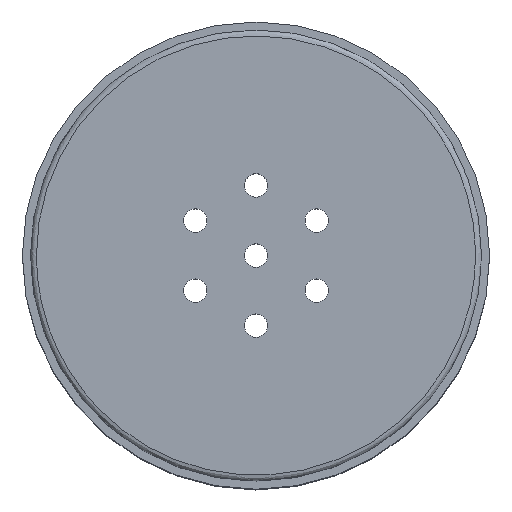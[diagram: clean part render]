
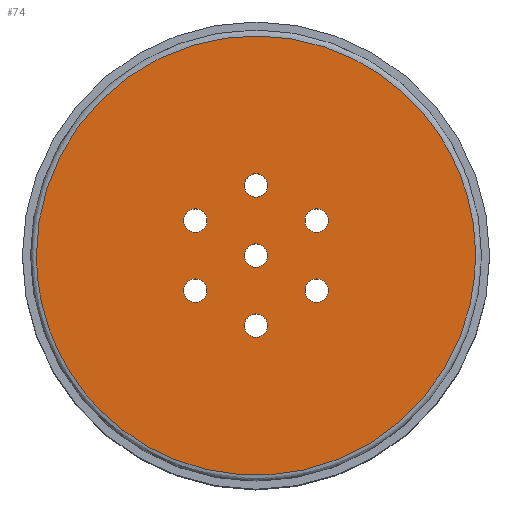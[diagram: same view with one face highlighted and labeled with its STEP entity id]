
A CAD part, top view. The second image highlights one B-rep face of the part: STEP entity #74.
In plain terms, the highlighted planar face has unit normal (0, 0, 1).
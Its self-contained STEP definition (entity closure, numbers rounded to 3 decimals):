
#4 = VERTEX_POINT ( 'NONE', #31 ) ;
#24 = AXIS2_PLACEMENT_3D ( 'NONE', #167, #96, #252 ) ;
#25 = EDGE_LOOP ( 'NONE', ( #379 ) ) ;
#31 = CARTESIAN_POINT ( 'NONE',  ( -6.196, 3., 18. ) ) ;
#37 = VERTEX_POINT ( 'NONE', #338 ) ;
#74 = ADVANCED_FACE ( 'NONE', ( #493, #233, #212, #738, #532, #552, #675, #292 ), #87, .T. ) ;
#86 = CIRCLE ( 'NONE', #488, 1. ) ;
#87 = PLANE ( 'NONE',  #517 ) ;
#93 = ORIENTED_EDGE ( 'NONE', *, *, #206, .F. ) ;
#96 = DIRECTION ( 'NONE',  ( 0., 0., -1. ) ) ;
#106 = ORIENTED_EDGE ( 'NONE', *, *, #845, .T. ) ;
#107 = DIRECTION ( 'NONE',  ( -1., 0., 0. ) ) ;
#155 = EDGE_LOOP ( 'NONE', ( #333 ) ) ;
#159 = VERTEX_POINT ( 'NONE', #263 ) ;
#160 = AXIS2_PLACEMENT_3D ( 'NONE', #251, #491, #189 ) ;
#163 = CARTESIAN_POINT ( 'NONE',  ( -19.298, 0., 18. ) ) ;
#167 = CARTESIAN_POINT ( 'NONE',  ( -5.196, -3., 18. ) ) ;
#171 =( BOUNDED_CURVE ( )  B_SPLINE_CURVE ( 3, ( #315, #669, #606, #237, #734, #897, #531 ),
 .UNSPECIFIED., .T., .T. ) 
 B_SPLINE_CURVE_WITH_KNOTS ( ( 4, 3, 4 ),
 ( 0., 0.5, 1. ),
 .UNSPECIFIED. ) 
 CURVE ( )  GEOMETRIC_REPRESENTATION_ITEM ( )  RATIONAL_B_SPLINE_CURVE ( ( 1., 0.333, 0.333, 1., 0.333, 0.333, 1. ) ) 
 REPRESENTATION_ITEM ( '' )  );
#173 = CARTESIAN_POINT ( 'NONE',  ( 0., -6., 18. ) ) ;
#177 = CIRCLE ( 'NONE', #160, 1. ) ;
#179 = CIRCLE ( 'NONE', #24, 1. ) ;
#189 = DIRECTION ( 'NONE',  ( -1., 0., 0. ) ) ;
#202 = CIRCLE ( 'NONE', #584, 1. ) ;
#206 = EDGE_CURVE ( 'NONE', #541, #541, #171, .T. ) ;
#212 = FACE_BOUND ( 'NONE', #254, .T. ) ;
#233 = FACE_BOUND ( 'NONE', #861, .T. ) ;
#237 = CARTESIAN_POINT ( 'NONE',  ( -18.798, 0., 18. ) ) ;
#246 = DIRECTION ( 'NONE',  ( 0., 0., -1. ) ) ;
#250 = ORIENTED_EDGE ( 'NONE', *, *, #489, .T. ) ;
#251 = CARTESIAN_POINT ( 'NONE',  ( 5.196, -3., 18. ) ) ;
#252 = DIRECTION ( 'NONE',  ( -1., 0., 0. ) ) ;
#254 = EDGE_LOOP ( 'NONE', ( #433 ) ) ;
#263 = CARTESIAN_POINT ( 'NONE',  ( 4.196, -3., 18. ) ) ;
#266 = CARTESIAN_POINT ( 'NONE',  ( -1., 0., 18. ) ) ;
#292 = FACE_BOUND ( 'NONE', #299, .T. ) ;
#294 = EDGE_CURVE ( 'NONE', #159, #159, #177, .T. ) ;
#299 = EDGE_LOOP ( 'NONE', ( #917 ) ) ;
#315 = CARTESIAN_POINT ( 'NONE',  ( 18.798, 0., 18. ) ) ;
#329 = CARTESIAN_POINT ( 'NONE',  ( -1., -6., 18. ) ) ;
#333 = ORIENTED_EDGE ( 'NONE', *, *, #569, .T. ) ;
#338 = CARTESIAN_POINT ( 'NONE',  ( -6.196, -3., 18. ) ) ;
#379 = ORIENTED_EDGE ( 'NONE', *, *, #890, .T. ) ;
#403 = DIRECTION ( 'NONE',  ( 0., 0., -1. ) ) ;
#415 = CARTESIAN_POINT ( 'NONE',  ( 5.196, 3., 18. ) ) ;
#421 = AXIS2_PLACEMENT_3D ( 'NONE', #415, #403, #107 ) ;
#428 = DIRECTION ( 'NONE',  ( 0., 0., -1. ) ) ;
#430 = VERTEX_POINT ( 'NONE', #681 ) ;
#433 = ORIENTED_EDGE ( 'NONE', *, *, #294, .T. ) ;
#448 = DIRECTION ( 'NONE',  ( 0., 0., 1. ) ) ;
#457 = CARTESIAN_POINT ( 'NONE',  ( 0., 0., 18. ) ) ;
#474 = CIRCLE ( 'NONE', #641, 1. ) ;
#479 = CARTESIAN_POINT ( 'NONE',  ( 18.798, 0., 18. ) ) ;
#488 = AXIS2_PLACEMENT_3D ( 'NONE', #173, #246, #750 ) ;
#489 = EDGE_CURVE ( 'NONE', #430, #430, #474, .T. ) ;
#491 = DIRECTION ( 'NONE',  ( 0., 0., -1. ) ) ;
#493 = FACE_OUTER_BOUND ( 'NONE', #599, .T. ) ;
#498 = VERTEX_POINT ( 'NONE', #763 ) ;
#502 = EDGE_LOOP ( 'NONE', ( #250 ) ) ;
#517 = AXIS2_PLACEMENT_3D ( 'NONE', #163, #448, #811 ) ;
#518 = CARTESIAN_POINT ( 'NONE',  ( -5.196, 3., 18. ) ) ;
#524 = DIRECTION ( 'NONE',  ( 0., 0., -1. ) ) ;
#531 = CARTESIAN_POINT ( 'NONE',  ( 18.798, 0., 18. ) ) ;
#532 = FACE_BOUND ( 'NONE', #598, .T. ) ;
#541 = VERTEX_POINT ( 'NONE', #479 ) ;
#552 = FACE_BOUND ( 'NONE', #155, .T. ) ;
#559 = DIRECTION ( 'NONE',  ( -1., 0., 0. ) ) ;
#569 = EDGE_CURVE ( 'NONE', #4, #4, #769, .T. ) ;
#584 = AXIS2_PLACEMENT_3D ( 'NONE', #457, #524, #735 ) ;
#598 = EDGE_LOOP ( 'NONE', ( #106 ) ) ;
#599 = EDGE_LOOP ( 'NONE', ( #93 ) ) ;
#606 = CARTESIAN_POINT ( 'NONE',  ( -18.798, -37.597, 18. ) ) ;
#632 = VERTEX_POINT ( 'NONE', #329 ) ;
#641 = AXIS2_PLACEMENT_3D ( 'NONE', #849, #428, #559 ) ;
#664 = CIRCLE ( 'NONE', #421, 1. ) ;
#669 = CARTESIAN_POINT ( 'NONE',  ( 18.798, -37.597, 18. ) ) ;
#675 = FACE_BOUND ( 'NONE', #502, .T. ) ;
#681 = CARTESIAN_POINT ( 'NONE',  ( -1., 6., 18. ) ) ;
#684 = VERTEX_POINT ( 'NONE', #266 ) ;
#711 = DIRECTION ( 'NONE',  ( 0., 0., -1. ) ) ;
#734 = CARTESIAN_POINT ( 'NONE',  ( -18.798, 37.597, 18. ) ) ;
#735 = DIRECTION ( 'NONE',  ( -1., 0., 0. ) ) ;
#738 = FACE_BOUND ( 'NONE', #25, .T. ) ;
#750 = DIRECTION ( 'NONE',  ( -1., 0., 0. ) ) ;
#763 = CARTESIAN_POINT ( 'NONE',  ( 4.196, 3., 18. ) ) ;
#769 = CIRCLE ( 'NONE', #900, 1. ) ;
#771 = EDGE_CURVE ( 'NONE', #684, #684, #202, .T. ) ;
#811 = DIRECTION ( 'NONE',  ( 1., 0., 0. ) ) ;
#813 = ORIENTED_EDGE ( 'NONE', *, *, #939, .T. ) ;
#845 = EDGE_CURVE ( 'NONE', #37, #37, #179, .T. ) ;
#849 = CARTESIAN_POINT ( 'NONE',  ( 0., 6., 18. ) ) ;
#861 = EDGE_LOOP ( 'NONE', ( #813 ) ) ;
#862 = DIRECTION ( 'NONE',  ( -1., 0., 0. ) ) ;
#890 = EDGE_CURVE ( 'NONE', #632, #632, #86, .T. ) ;
#897 = CARTESIAN_POINT ( 'NONE',  ( 18.798, 37.597, 18. ) ) ;
#900 = AXIS2_PLACEMENT_3D ( 'NONE', #518, #711, #862 ) ;
#917 = ORIENTED_EDGE ( 'NONE', *, *, #771, .T. ) ;
#939 = EDGE_CURVE ( 'NONE', #498, #498, #664, .T. ) ;
